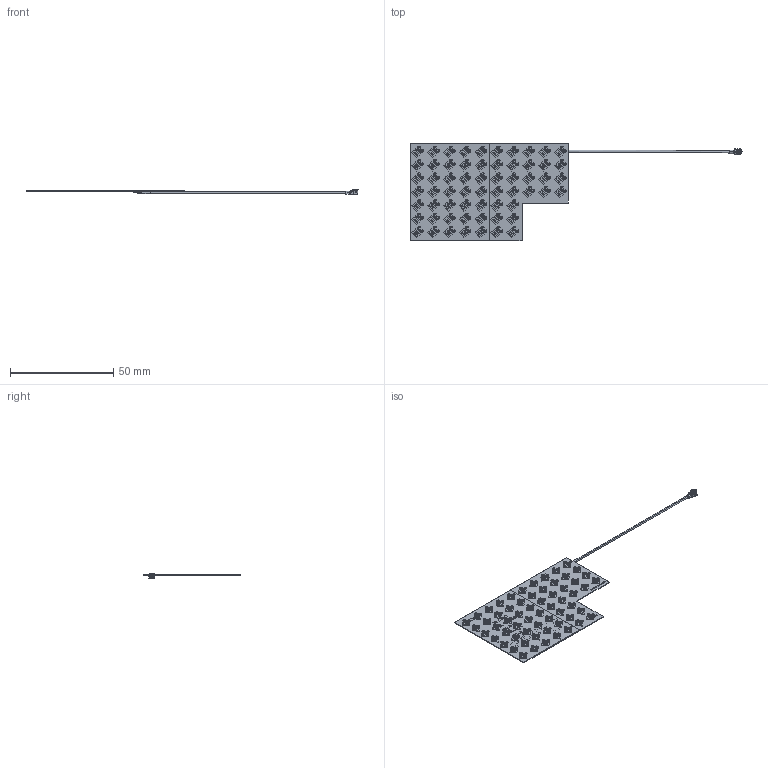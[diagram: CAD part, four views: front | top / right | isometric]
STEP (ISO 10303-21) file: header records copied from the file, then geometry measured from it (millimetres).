
FILE_DESCRIPTION (( 'STEP AP214' ), '1' );
FILE_NAME ('FXP612.07.0095A_Web.STEP', '2022-03-15T15:35:12', ( '' ), ( '' ), 'SwSTEP 2.0', 'SolidWorks 2018', '' );
FILE_SCHEMA (( 'AUTOMOTIVE_DESIGN' ));
Length unit declared in the file: millimetre
Products named in the file (1): FXP612.07.0095A_Web
Bounding box: 161.14 x 47.4 x 2.11 mm (x, y, z)
Surface area: 7101.7 mm2 (no closed solid volume)
Topology: 0 solids, 172 shells, 417 faces, 5894 edges, 5623 vertices
Faces by surface type: plane 337, cylinder 39, bspline 37, torus 4
Entity records: 77769 total; most frequent: CARTESIAN_POINT 39224, ORIENTED_EDGE 6320, EDGE_CURVE 5894, VERTEX_POINT 5623, DIRECTION 4223, LINE 3233, VECTOR 3233, B_SPLINE_CURVE_WITH_KNOTS 2543
